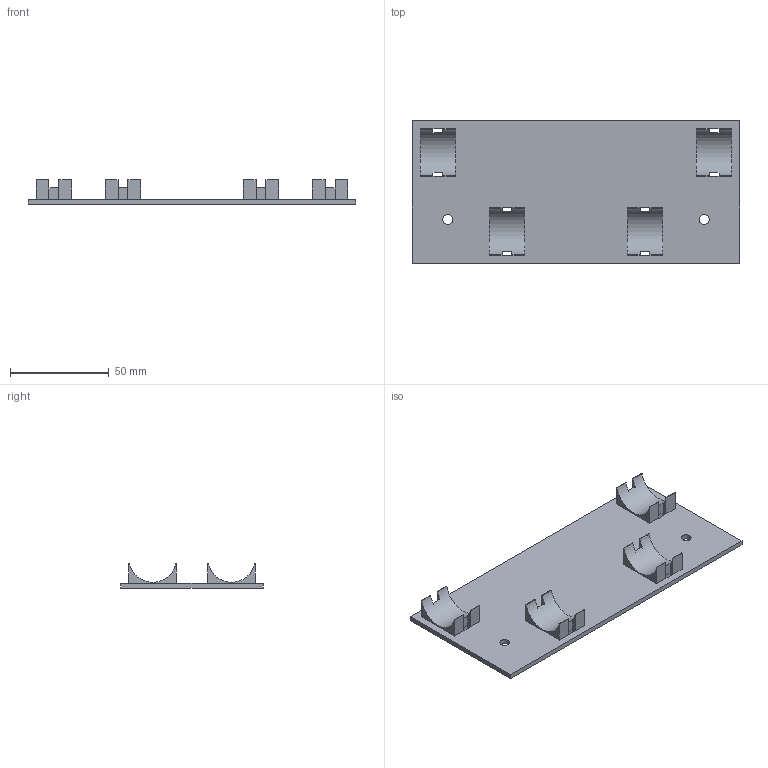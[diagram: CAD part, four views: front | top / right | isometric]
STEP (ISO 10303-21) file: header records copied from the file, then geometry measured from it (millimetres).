
FILE_DESCRIPTION(/* description */ (''),/* implementation_level */ '2;1');
FILE_NAME(/* name */ 'd1e695dd-9a08-4da2-bf71-397c0dafdd4b.stp',/* time_stamp */ '2016-03-13T03:20:07+00:00',/* author */ (''),/* organization */ (''),/* preprocessor_version */ 'ST-DEVELOPER v16.2',/* originating_system */ 'Autodesk Translation Framework v4.3.0.3010',/* authorisation */ '');
FILE_SCHEMA (('AUTOMOTIVE_DESIGN { 1 0 10303 214 3 1 1 }'));
Length unit declared in the file: centimetre
Products named in the file (5): Solenoid Housing.f3d v3; SolenoidHousing; mounting (1); mounting (2); mounting
Assembly tree (5 placements, depth 3):
  Solenoid Housing.f3d v3
    SolenoidHousing
      mounting  x2
      mounting (1)
      mounting (2)
Bounding box: 166 x 72 x 12.5 mm (x, y, z)
Volume: 34306.5 mm3; surface area: 31182.5 mm2
Topology: 5 solids, 5 shells, 112 faces, 308 edges, 206 vertices
Faces by surface type: plane 106, cylinder 6
Full cylindrical faces by diameter (mm): 5 x2
Entity records: 3086 total; most frequent: CARTESIAN_POINT 532, ORIENTED_EDGE 512, DIRECTION 486, EDGE_CURVE 256, LINE 234, VECTOR 234, VERTEX_POINT 172, AXIS2_PLACEMENT_3D 126
